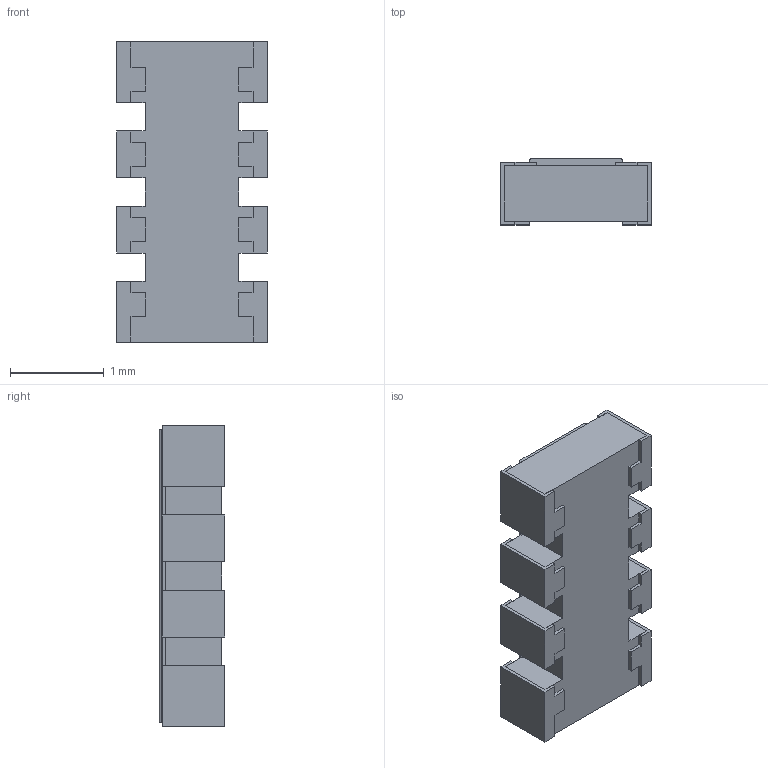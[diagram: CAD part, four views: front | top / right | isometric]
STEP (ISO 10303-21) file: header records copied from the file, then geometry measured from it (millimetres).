
FILE_DESCRIPTION (( 'STEP AP214' ), '1' );
FILE_NAME ('YC164-FR-07180KL.STEP', '2023-04-20T11:06:26', ( '' ), ( '' ), 'SwSTEP 2.0', 'SolidWorks 2021', '' );
FILE_SCHEMA (( 'AUTOMOTIVE_DESIGN' ));
Length unit declared in the file: millimetre
Products named in the file (2): Resistor_Array_YC_AF_xxx_YC164-FR-07180KL; YC164-FR-07180KL
Assembly tree (1 placements, depth 2):
  YC164-FR-07180KL
    Resistor_Array_YC_AF_xxx_YC164-FR-07180KL
Bounding box: 1.6 x 0.7 x 3.2 mm (x, y, z)
Volume: 3 mm3; surface area: 33.9 mm2
Topology: 10 solids, 10 shells, 186 faces, 498 edges, 332 vertices
Faces by surface type: plane 184, cylinder 2
Entity records: 5833 total; most frequent: CARTESIAN_POINT 1020, ORIENTED_EDGE 996, DIRECTION 882, EDGE_CURVE 498, VECTOR 494, LINE 494, VERTEX_POINT 332, AXIS2_PLACEMENT_3D 194
